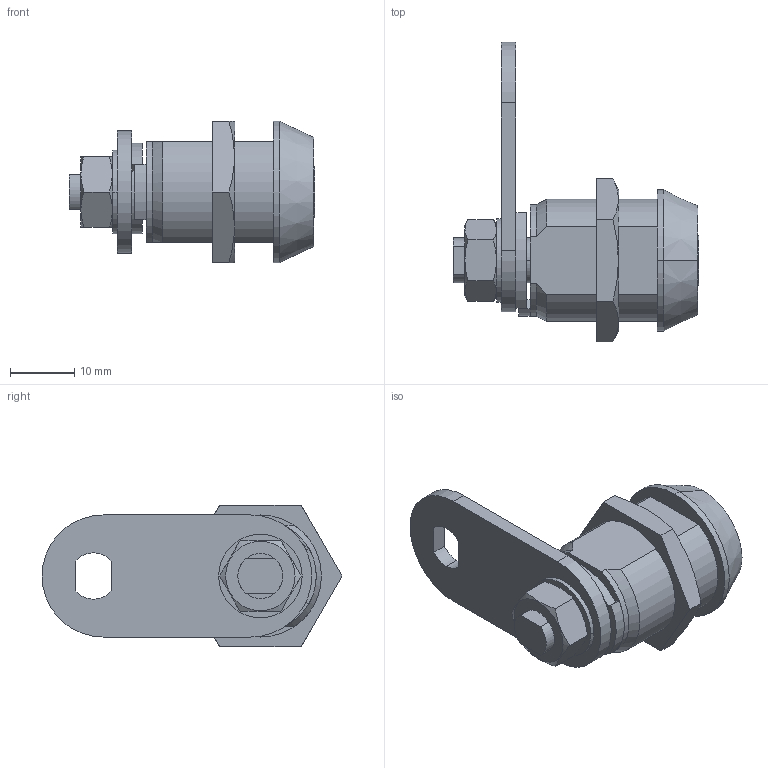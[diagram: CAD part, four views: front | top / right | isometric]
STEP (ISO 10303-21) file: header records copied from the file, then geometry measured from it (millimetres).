
FILE_DESCRIPTION (( 'STEP AP203' ), '1' );
FILE_NAME ('sone3D.STEP', '2015-02-23T06:48:47', ( '' ), ( '' ), 'SwSTEP 2.0', 'SolidWorks 2012', '' );
FILE_SCHEMA (( 'CONFIG_CONTROL_DESIGN' ));
Length unit declared in the file: millimetre
Products named in the file (8): C-110止め金_; C-110六角大ナット_; C-110ワッシャー_; C-110六角ナット_; C-110ストッパー_; C-110プラグA_; C-110シリンダー_; sone3D
Assembly tree (7 placements, depth 2):
  sone3D
    C-110シリンダー_
    C-110プラグA_
    C-110ストッパー_
    C-110六角ナット_
    C-110ワッシャー_
    C-110六角大ナット_
    C-110止め金_
Bounding box: 38.3 x 46.7 x 22 mm (x, y, z)
Volume: 7957.2 mm3; surface area: 7754.2 mm2
Topology: 8 solids, 8 shells, 123 faces, 301 edges, 198 vertices
Faces by surface type: plane 64, cylinder 47, cone 12
Entity records: 4637 total; most frequent: CARTESIAN_POINT 804, DIRECTION 653, ORIENTED_EDGE 602, EDGE_CURVE 301, AXIS2_PLACEMENT_3D 247, VERTEX_POINT 198, VECTOR 159, LINE 159
